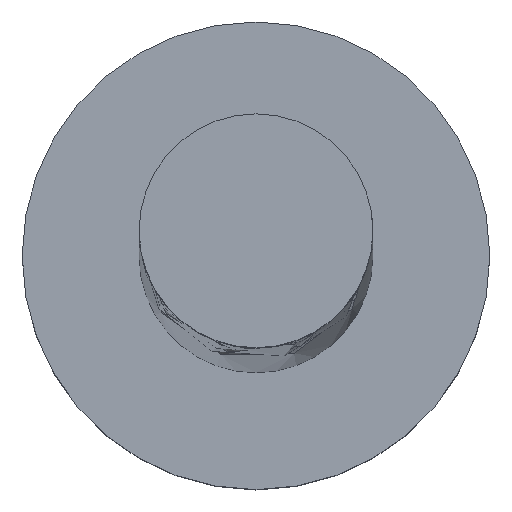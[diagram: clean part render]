
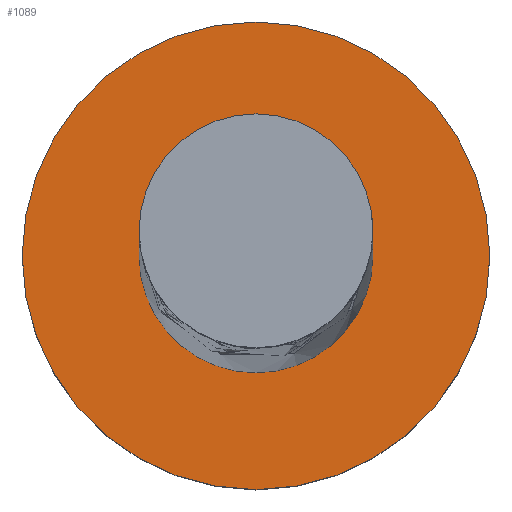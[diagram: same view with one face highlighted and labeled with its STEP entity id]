
A CAD part, top view. The second image highlights one B-rep face of the part: STEP entity #1089.
In plain terms, the highlighted planar face has unit normal (0, 0, 1).
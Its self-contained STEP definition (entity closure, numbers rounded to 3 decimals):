
#1 = CARTESIAN_POINT ( 'NONE',  ( 0., 0., 5. ) ) ;
#65 = EDGE_CURVE ( 'NONE', #1286, #612, #598, .T. ) ;
#132 = CARTESIAN_POINT ( 'NONE',  ( 0., 0., 5. ) ) ;
#295 = AXIS2_PLACEMENT_3D ( 'NONE', #1337, #1617, #1640 ) ;
#495 = ORIENTED_EDGE ( 'NONE', *, *, #65, .T. ) ;
#540 = VERTEX_POINT ( 'NONE', #1834 ) ;
#574 = DIRECTION ( 'NONE',  ( 1., 0., 0. ) ) ;
#598 = CIRCLE ( 'NONE', #898, 6. ) ;
#612 = VERTEX_POINT ( 'NONE', #1689 ) ;
#633 = AXIS2_PLACEMENT_3D ( 'NONE', #1205, #1651, #1507 ) ;
#643 = CARTESIAN_POINT ( 'NONE',  ( 0., 0., 5. ) ) ;
#842 = CARTESIAN_POINT ( 'NONE',  ( -3., 0., 5. ) ) ;
#854 = DIRECTION ( 'NONE',  ( 1., 0., 0. ) ) ;
#898 = AXIS2_PLACEMENT_3D ( 'NONE', #643, #1785, #1804 ) ;
#958 = EDGE_CURVE ( 'NONE', #612, #1286, #1632, .T. ) ;
#969 = ORIENTED_EDGE ( 'NONE', *, *, #1345, .F. ) ;
#1002 = DIRECTION ( 'NONE',  ( 0., 0., 1. ) ) ;
#1059 = CIRCLE ( 'NONE', #295, 3. ) ;
#1089 = ADVANCED_FACE ( 'NONE', ( #1160, #1738 ), #1590, .T. ) ;
#1124 = ORIENTED_EDGE ( 'NONE', *, *, #958, .T. ) ;
#1160 = FACE_BOUND ( 'NONE', #1571, .T. ) ;
#1185 = ORIENTED_EDGE ( 'NONE', *, *, #1372, .F. ) ;
#1194 = CARTESIAN_POINT ( 'NONE',  ( 6., 0., 5. ) ) ;
#1205 = CARTESIAN_POINT ( 'NONE',  ( 0., 0., 5. ) ) ;
#1286 = VERTEX_POINT ( 'NONE', #1194 ) ;
#1337 = CARTESIAN_POINT ( 'NONE',  ( 0., 0., 5. ) ) ;
#1345 = EDGE_CURVE ( 'NONE', #1503, #540, #1542, .T. ) ;
#1372 = EDGE_CURVE ( 'NONE', #540, #1503, #1059, .T. ) ;
#1503 = VERTEX_POINT ( 'NONE', #842 ) ;
#1507 = DIRECTION ( 'NONE',  ( 1., 0., 0. ) ) ;
#1542 = CIRCLE ( 'NONE', #633, 3. ) ;
#1551 = EDGE_LOOP ( 'NONE', ( #1124, #495 ) ) ;
#1571 = EDGE_LOOP ( 'NONE', ( #969, #1185 ) ) ;
#1590 = PLANE ( 'NONE',  #1878 ) ;
#1617 = DIRECTION ( 'NONE',  ( 0., 0., 1. ) ) ;
#1632 = CIRCLE ( 'NONE', #1875, 6. ) ;
#1640 = DIRECTION ( 'NONE',  ( 1., 0., 0. ) ) ;
#1651 = DIRECTION ( 'NONE',  ( 0., 0., 1. ) ) ;
#1689 = CARTESIAN_POINT ( 'NONE',  ( -6., 0., 5. ) ) ;
#1738 = FACE_OUTER_BOUND ( 'NONE', #1551, .T. ) ;
#1785 = DIRECTION ( 'NONE',  ( 0., 0., 1. ) ) ;
#1804 = DIRECTION ( 'NONE',  ( 1., 0., 0. ) ) ;
#1834 = CARTESIAN_POINT ( 'NONE',  ( 3., 0., 5. ) ) ;
#1875 = AXIS2_PLACEMENT_3D ( 'NONE', #1, #1002, #854 ) ;
#1878 = AXIS2_PLACEMENT_3D ( 'NONE', #132, #1886, #574 ) ;
#1886 = DIRECTION ( 'NONE',  ( 0., 0., 1. ) ) ;
